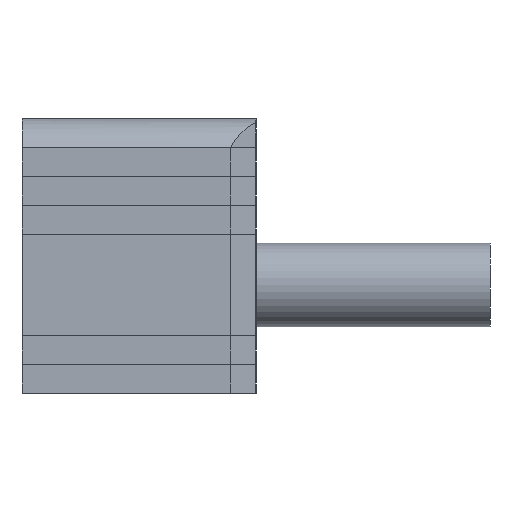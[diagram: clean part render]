
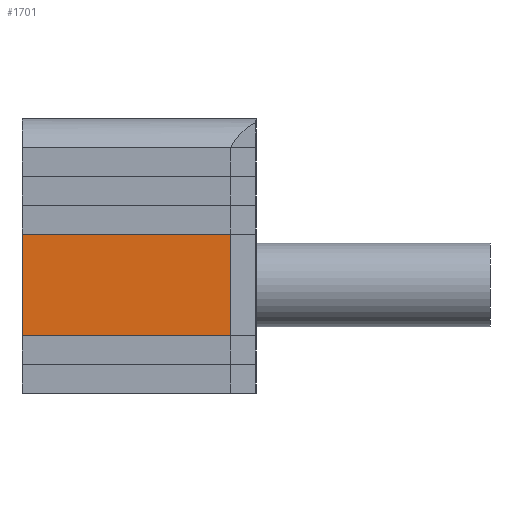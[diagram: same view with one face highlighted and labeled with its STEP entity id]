
A CAD part, left-side view. The second image highlights one B-rep face of the part: STEP entity #1701.
In plain terms, the highlighted face is planar.
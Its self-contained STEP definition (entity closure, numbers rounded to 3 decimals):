
#363 = DIRECTION ( 'NONE',  ( 0., -1., 0. ) ) ;
#406 = CARTESIAN_POINT ( 'NONE',  ( 2.6, -4.2, -10. ) ) ;
#430 = EDGE_CURVE ( 'NONE', #3627, #3333, #2659, .T. ) ;
#511 = EDGE_LOOP ( 'NONE', ( #1552, #3235, #531, #1355 ) ) ;
#531 = ORIENTED_EDGE ( 'NONE', *, *, #430, .F. ) ;
#833 = VECTOR ( 'NONE', #1758, 1000. ) ;
#1175 = VERTEX_POINT ( 'NONE', #2376 ) ;
#1241 = VECTOR ( 'NONE', #2678, 1000. ) ;
#1342 = DIRECTION ( 'NONE',  ( 0., 0., -1. ) ) ;
#1355 = ORIENTED_EDGE ( 'NONE', *, *, #4141, .F. ) ;
#1367 = VECTOR ( 'NONE', #363, 1000. ) ;
#1552 = ORIENTED_EDGE ( 'NONE', *, *, #1835, .T. ) ;
#1701 = ADVANCED_FACE ( 'NONE', ( #2765 ), #3751, .T. ) ;
#1758 = DIRECTION ( 'NONE',  ( -1., 0., 0. ) ) ;
#1835 = EDGE_CURVE ( 'NONE', #1175, #2499, #3822, .T. ) ;
#1890 = CARTESIAN_POINT ( 'NONE',  ( -2.6, -4.2, -10. ) ) ;
#2092 = CARTESIAN_POINT ( 'NONE',  ( 2.6, 6.5, -10. ) ) ;
#2108 = CARTESIAN_POINT ( 'NONE',  ( 2.6, -4.2, -10. ) ) ;
#2330 = VECTOR ( 'NONE', #2501, 1000. ) ;
#2343 = CARTESIAN_POINT ( 'NONE',  ( -2.6, 0., -10. ) ) ;
#2376 = CARTESIAN_POINT ( 'NONE',  ( 2.6, 6.5, -10. ) ) ;
#2499 = VERTEX_POINT ( 'NONE', #2108 ) ;
#2501 = DIRECTION ( 'NONE',  ( -1., 0., 0. ) ) ;
#2659 = LINE ( 'NONE', #2343, #1241 ) ;
#2678 = DIRECTION ( 'NONE',  ( 0., -1., 0. ) ) ;
#2720 = CARTESIAN_POINT ( 'NONE',  ( 2.6, 0., -10. ) ) ;
#2765 = FACE_OUTER_BOUND ( 'NONE', #511, .T. ) ;
#2786 = CARTESIAN_POINT ( 'NONE',  ( 2.6, 0., -10. ) ) ;
#3104 = LINE ( 'NONE', #2092, #2330 ) ;
#3184 = CARTESIAN_POINT ( 'NONE',  ( -2.6, 6.5, -10. ) ) ;
#3235 = ORIENTED_EDGE ( 'NONE', *, *, #4055, .T. ) ;
#3333 = VERTEX_POINT ( 'NONE', #1890 ) ;
#3508 = AXIS2_PLACEMENT_3D ( 'NONE', #2720, #1342, #4074 ) ;
#3627 = VERTEX_POINT ( 'NONE', #3184 ) ;
#3751 = PLANE ( 'NONE',  #3508 ) ;
#3822 = LINE ( 'NONE', #2786, #1367 ) ;
#4055 = EDGE_CURVE ( 'NONE', #2499, #3333, #4208, .T. ) ;
#4074 = DIRECTION ( 'NONE',  ( -1., 0., 0. ) ) ;
#4141 = EDGE_CURVE ( 'NONE', #1175, #3627, #3104, .T. ) ;
#4208 = LINE ( 'NONE', #406, #833 ) ;
